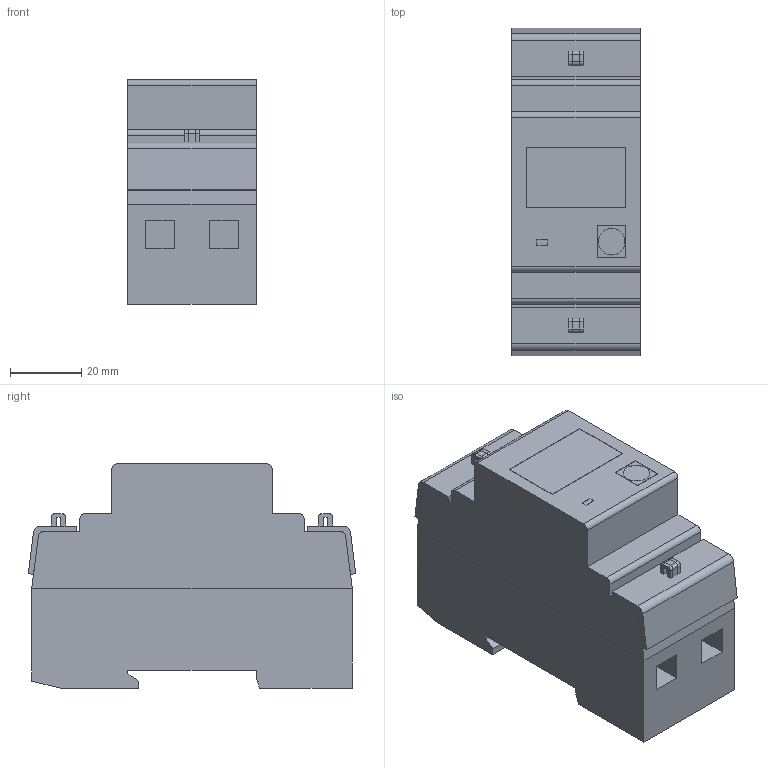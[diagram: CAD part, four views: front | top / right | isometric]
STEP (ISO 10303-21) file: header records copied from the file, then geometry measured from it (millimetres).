
FILE_DESCRIPTION(/* description */ (''),/* implementation_level */ '2;1');
FILE_NAME(/* name */ '3d_DMED121.stp',/* time_stamp */ '2017-09-21T11:25:05+02:00',/* author */ ('Andrzej'),/* organization */ (''),/* preprocessor_version */ 'ST-DEVELOPER v16.13',/* originating_system */ 'AutoCAD Mechanical',/* authorisation */ '');
FILE_SCHEMA (('AUTOMOTIVE_DESIGN { 1 0 10303 214 3 1 1 }'));
Length unit declared in the file: millimetre
Products named in the file (1): Product
Bounding box: 36 x 91.95 x 63 mm (x, y, z)
Volume: 166934.6 mm3; surface area: 33669.2 mm2
Topology: 4 solids, 4 shells, 178 faces, 468 edges, 312 vertices
Faces by surface type: plane 138, cylinder 40
Full cylindrical faces by diameter (mm): 5 x2, 6 x3, 7.5 x1
Entity records: 5466 total; most frequent: CARTESIAN_POINT 953, ORIENTED_EDGE 924, DIRECTION 900, EDGE_CURVE 462, LINE 382, VECTOR 382, VERTEX_POINT 312, AXIS2_PLACEMENT_3D 259
